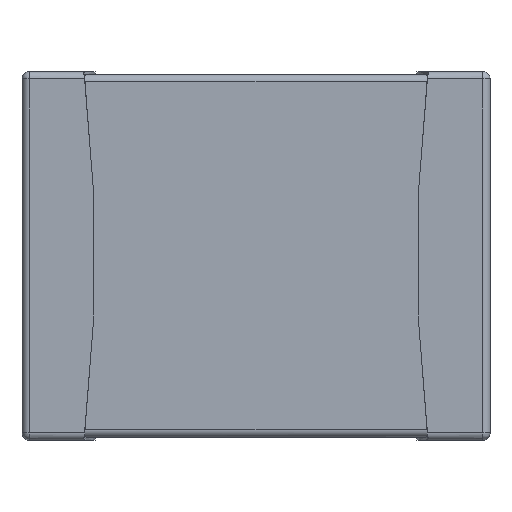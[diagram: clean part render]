
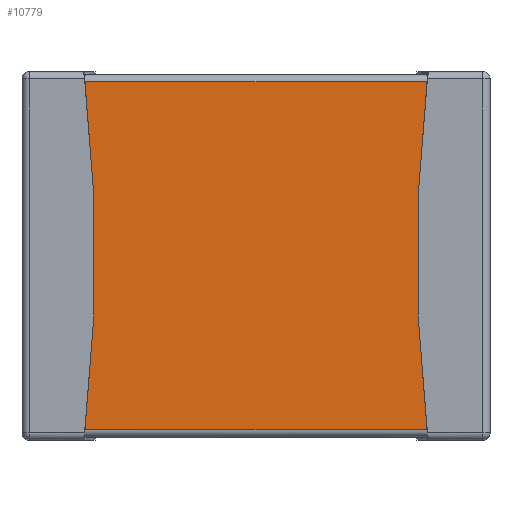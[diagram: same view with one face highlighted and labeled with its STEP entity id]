
A CAD part, top view. The second image highlights one B-rep face of the part: STEP entity #10779.
In plain terms, the highlighted planar face has unit normal (0, 0, 1).
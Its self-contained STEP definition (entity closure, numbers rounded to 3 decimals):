
#847 = VERTEX_POINT ( 'NONE', #7145 ) ;
#1044 = CIRCLE ( 'NONE', #8779, 10.191 ) ;
#1713 = LINE ( 'NONE', #13176, #3782 ) ;
#2058 = CARTESIAN_POINT ( 'NONE',  ( 11.291, 0., 0.43 ) ) ;
#2090 = ORIENTED_EDGE ( 'NONE', *, *, #6646, .T. ) ;
#2283 = CIRCLE ( 'NONE', #10426, 10.191 ) ;
#2626 = DIRECTION ( 'NONE',  ( 0., 1., 0. ) ) ;
#3482 = VERTEX_POINT ( 'NONE', #7756 ) ;
#3782 = VECTOR ( 'NONE', #4895, 1000. ) ;
#4063 = CARTESIAN_POINT ( 'NONE',  ( 1.17, 1.19, 0.43 ) ) ;
#4205 = EDGE_CURVE ( 'NONE', #847, #7044, #1044, .T. ) ;
#4497 = DIRECTION ( 'NONE',  ( 0., -1., 0. ) ) ;
#4669 = ORIENTED_EDGE ( 'NONE', *, *, #8536, .F. ) ;
#4895 = DIRECTION ( 'NONE',  ( -1., 0., 0. ) ) ;
#6025 = DIRECTION ( 'NONE',  ( 1., 0., 0. ) ) ;
#6301 = DIRECTION ( 'NONE',  ( 0., 0., 1. ) ) ;
#6310 = LINE ( 'NONE', #10258, #10035 ) ;
#6571 = CARTESIAN_POINT ( 'NONE',  ( -11.291, 0., 0.43 ) ) ;
#6646 = EDGE_CURVE ( 'NONE', #7044, #3482, #6310, .T. ) ;
#7044 = VERTEX_POINT ( 'NONE', #9819 ) ;
#7078 = PLANE ( 'NONE',  #10383 ) ;
#7145 = CARTESIAN_POINT ( 'NONE',  ( -1.17, 1.19, 0.43 ) ) ;
#7416 = DIRECTION ( 'NONE',  ( 0., 0., 1. ) ) ;
#7756 = CARTESIAN_POINT ( 'NONE',  ( 1.17, -1.19, 0.43 ) ) ;
#8536 = EDGE_CURVE ( 'NONE', #13265, #3482, #2283, .T. ) ;
#8757 = DIRECTION ( 'NONE',  ( 0., 0., -1. ) ) ;
#8779 = AXIS2_PLACEMENT_3D ( 'NONE', #6571, #8757, #2626 ) ;
#9180 = EDGE_CURVE ( 'NONE', #13265, #847, #1713, .T. ) ;
#9321 = FACE_OUTER_BOUND ( 'NONE', #11264, .T. ) ;
#9655 = CARTESIAN_POINT ( 'NONE',  ( -1.5, 1.24, 0.43 ) ) ;
#9819 = CARTESIAN_POINT ( 'NONE',  ( -1.17, -1.19, 0.43 ) ) ;
#10035 = VECTOR ( 'NONE', #6025, 1000. ) ;
#10258 = CARTESIAN_POINT ( 'NONE',  ( -1.5, -1.19, 0.43 ) ) ;
#10330 = ORIENTED_EDGE ( 'NONE', *, *, #4205, .T. ) ;
#10383 = AXIS2_PLACEMENT_3D ( 'NONE', #9655, #7416, #4497 ) ;
#10396 = DIRECTION ( 'NONE',  ( 0., 1., 0. ) ) ;
#10426 = AXIS2_PLACEMENT_3D ( 'NONE', #2058, #6301, #10396 ) ;
#10779 = ADVANCED_FACE ( 'NONE', ( #9321 ), #7078, .T. ) ;
#11264 = EDGE_LOOP ( 'NONE', ( #10330, #2090, #4669, #12825 ) ) ;
#12825 = ORIENTED_EDGE ( 'NONE', *, *, #9180, .T. ) ;
#13176 = CARTESIAN_POINT ( 'NONE',  ( -1.5, 1.19, 0.43 ) ) ;
#13265 = VERTEX_POINT ( 'NONE', #4063 ) ;
